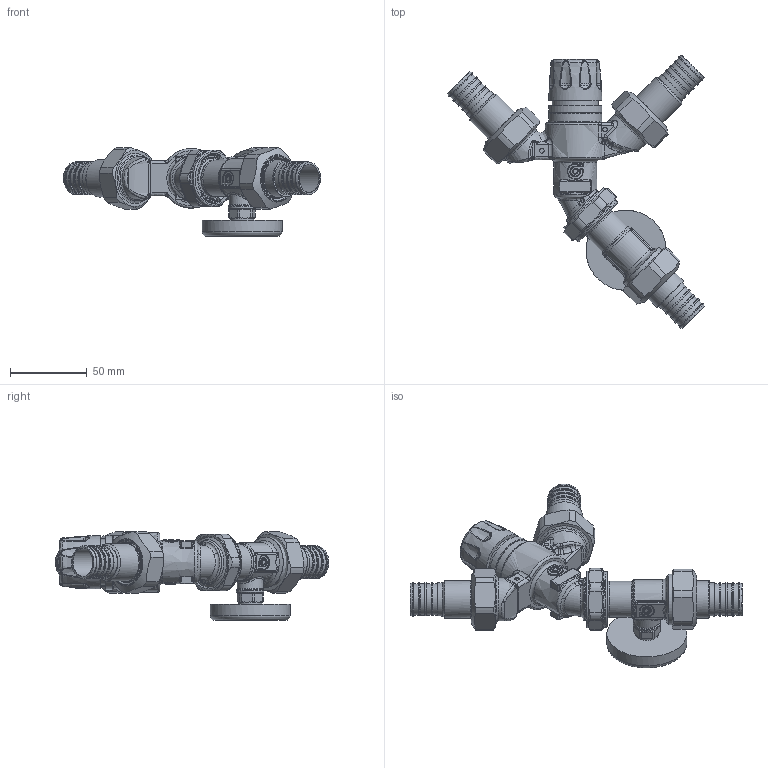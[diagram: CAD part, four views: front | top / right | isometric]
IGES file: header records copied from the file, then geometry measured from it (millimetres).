
Global section: file name: 520614AC 001_Simplify_1; native system: Autodesk Inventor 2025; preprocessor: unknown; author: ischreiner; date: 20250731.150946; units: inch
Bounding box: 168.01 x 178.62 x 57.97 mm (x, y, z)
Volume: 236677.2 mm3; surface area: 78690.4 mm2
Topology: 11 solids, 11 shells, 2099 faces, 5198 edges, 3083 vertices
Faces by surface type: bspline 2099
